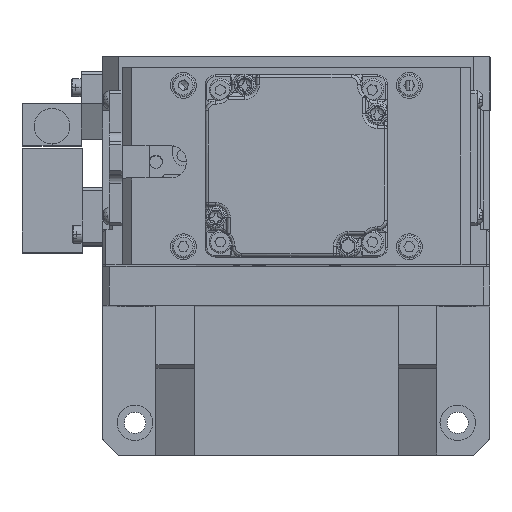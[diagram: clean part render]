
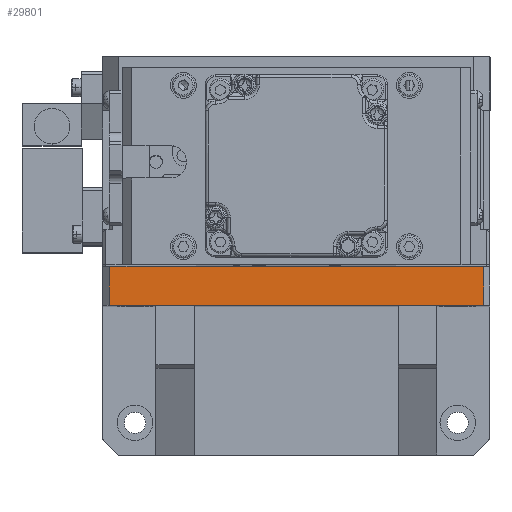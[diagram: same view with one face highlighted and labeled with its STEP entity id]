
A CAD part, top view. The second image highlights one B-rep face of the part: STEP entity #29801.
In plain terms, the highlighted planar face has unit normal (0, 0, 1).
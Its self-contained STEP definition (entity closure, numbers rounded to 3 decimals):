
#1008 = VERTEX_POINT ( 'NONE', #20160 ) ;
#1497 = DIRECTION ( 'NONE',  ( -1., 0., 0. ) ) ;
#5076 = AXIS2_PLACEMENT_3D ( 'NONE', #55622, #71860, #61024 ) ;
#5577 = EDGE_CURVE ( 'NONE', #60067, #14092, #11834, .T. ) ;
#11457 = VERTEX_POINT ( 'NONE', #13380 ) ;
#11834 = LINE ( 'NONE', #39959, #46223 ) ;
#13380 = CARTESIAN_POINT ( 'NONE',  ( -58., -12., 242. ) ) ;
#14092 = VERTEX_POINT ( 'NONE', #36919 ) ;
#15162 = DIRECTION ( 'NONE',  ( -1., 0., 0. ) ) ;
#16630 = ORIENTED_EDGE ( 'NONE', *, *, #23203, .T. ) ;
#18607 = LINE ( 'NONE', #38012, #45035 ) ;
#20160 = CARTESIAN_POINT ( 'NONE',  ( -58., 0., 242. ) ) ;
#20938 = VECTOR ( 'NONE', #15162, 1000. ) ;
#23203 = EDGE_CURVE ( 'NONE', #1008, #11457, #18607, .T. ) ;
#24351 = EDGE_CURVE ( 'NONE', #14092, #1008, #45250, .T. ) ;
#27249 = PLANE ( 'NONE',  #5076 ) ;
#27415 = ORIENTED_EDGE ( 'NONE', *, *, #24351, .T. ) ;
#29801 = ADVANCED_FACE ( 'NONE', ( #34369 ), #27249, .F. ) ;
#31794 = EDGE_CURVE ( 'NONE', #60067, #11457, #39413, .T. ) ;
#34369 = FACE_OUTER_BOUND ( 'NONE', #52348, .T. ) ;
#36919 = CARTESIAN_POINT ( 'NONE',  ( 58., 0., 242. ) ) ;
#37728 = ORIENTED_EDGE ( 'NONE', *, *, #31794, .F. ) ;
#38012 = CARTESIAN_POINT ( 'NONE',  ( -58., -12., 242. ) ) ;
#39413 = LINE ( 'NONE', #48928, #20938 ) ;
#39959 = CARTESIAN_POINT ( 'NONE',  ( 58., -12., 242. ) ) ;
#45035 = VECTOR ( 'NONE', #72066, 1000. ) ;
#45250 = LINE ( 'NONE', #63713, #47035 ) ;
#46223 = VECTOR ( 'NONE', #56994, 1000. ) ;
#47035 = VECTOR ( 'NONE', #1497, 1000. ) ;
#48928 = CARTESIAN_POINT ( 'NONE',  ( -60., -12., 242. ) ) ;
#52348 = EDGE_LOOP ( 'NONE', ( #27415, #16630, #37728, #66006 ) ) ;
#55622 = CARTESIAN_POINT ( 'NONE',  ( -60., -12., 242. ) ) ;
#56994 = DIRECTION ( 'NONE',  ( 0., 1., 0. ) ) ;
#60067 = VERTEX_POINT ( 'NONE', #67377 ) ;
#61024 = DIRECTION ( 'NONE',  ( 1., 0., 0. ) ) ;
#63713 = CARTESIAN_POINT ( 'NONE',  ( -60., 0., 242. ) ) ;
#66006 = ORIENTED_EDGE ( 'NONE', *, *, #5577, .T. ) ;
#67377 = CARTESIAN_POINT ( 'NONE',  ( 58., -12., 242. ) ) ;
#71860 = DIRECTION ( 'NONE',  ( 0., 0., -1. ) ) ;
#72066 = DIRECTION ( 'NONE',  ( 0., -1., 0. ) ) ;
